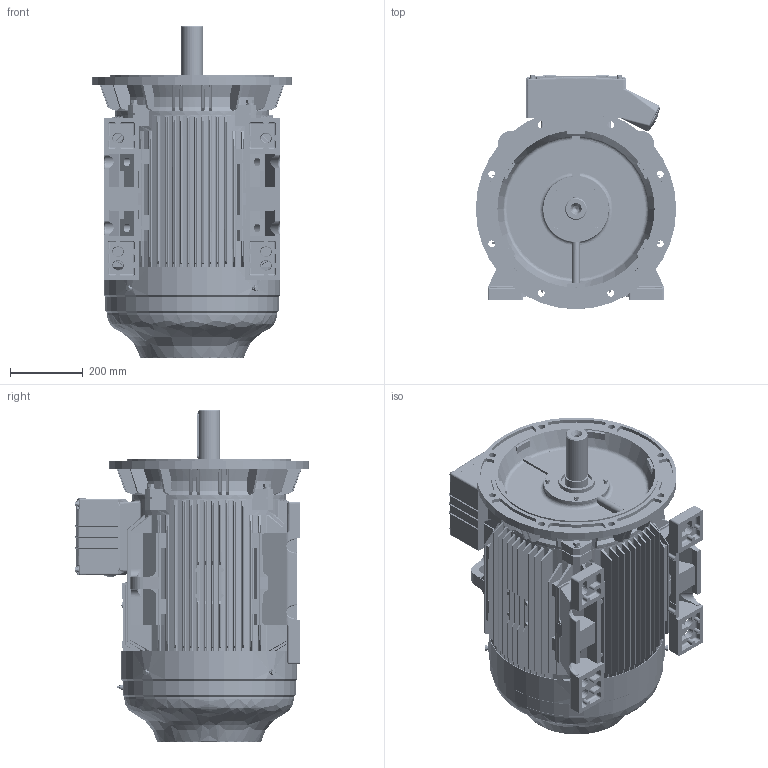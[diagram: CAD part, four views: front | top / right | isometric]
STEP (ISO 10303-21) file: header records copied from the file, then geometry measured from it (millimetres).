
FILE_DESCRIPTION (( 'STEP AP203' ), '1' );
FILE_NAME ('WE250M-2-B35.STEP', '2017-06-27T08:19:37', ( 'Sky123.Org' ), ( 'Sky123.Org' ), 'SwSTEP 2.0', 'SolidWorks 2012', '' );
FILE_SCHEMA (( 'CONFIG_CONTROL_DESIGN' ));
Products named in the file (1): WE250M-2-B35
Bounding box: 550 x 643.75 x 911 mm (x, y, z)
Volume: 97728745.3 mm3; surface area: 5770110.2 mm2
Topology: 76 solids, 77 shells, 8143 faces, 23495 edges, 15623 vertices
Faces by surface type: cylinder 3705, plane 3456, cone 627, bspline 230, torus 109, sphere 16
Entity records: 334337 total; most frequent: CARTESIAN_POINT 125424, ORIENTED_EDGE 46896, DIRECTION 39148, EDGE_CURVE 23448, VERTEX_POINT 15619, AXIS2_PLACEMENT_3D 13723, LINE 11702, VECTOR 11702
